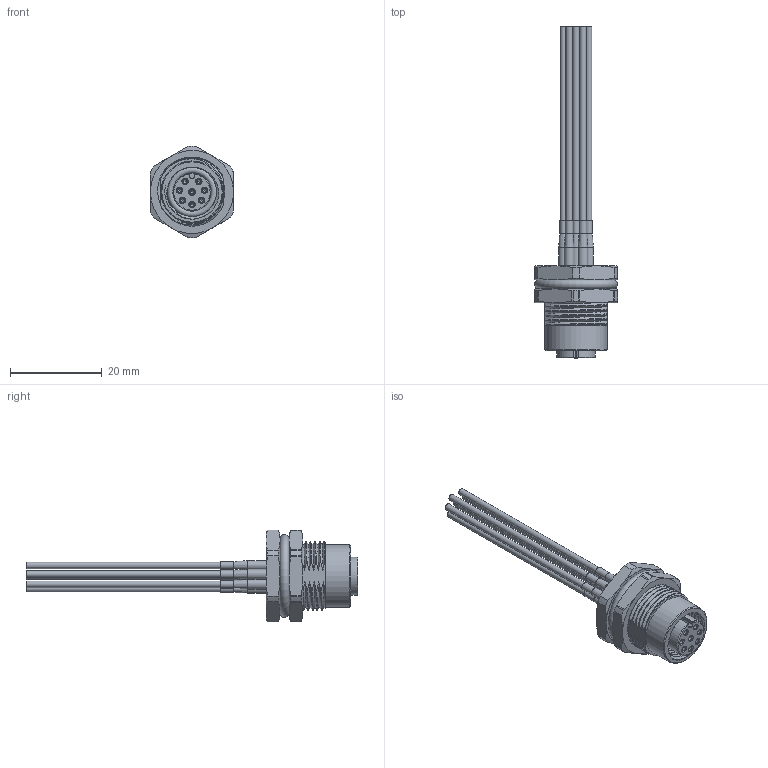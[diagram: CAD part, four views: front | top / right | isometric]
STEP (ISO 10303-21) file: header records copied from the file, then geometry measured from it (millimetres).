
FILE_DESCRIPTION(/* description */ ('Unknown'),/* implementation_level */ '2;1');
FILE_NAME(/* name */ '643462100608',/* time_stamp */ '2021-03-25T09:28:12+01:00',/* author */ ('Unknown'),/* organization */ ('Unknown'),/* preprocessor_version */ 'ST-DEVELOPER v16.7',/* originating_system */ 'DEX',/* authorisation */ $);
FILE_SCHEMA (('AUTOMOTIVE_DESIGN {1 0 10303 214 3 1 1}'));
Length unit declared in the file: millimetre
Products named in the file (18): 6434621006xx; 6431601006xx; 6432601006xx_housing; 643260100608; 643xx01004xx_Seal_outer; 643xx01006xx_Nut; 643xx01004xx_Seal_inner; 643120100408_Pin; 6431601006xx_Glue; Wire 24AWG White; Wire 24AWG Brown; Wire 24AWG Green; Wire 24AWG Yellow; Wire 24AWG Red; 643362100608_Shrink tube; Wire 24AWG Grey; Wire 24AWG Pink; Wire 24AWG Blue
Assembly tree (31 placements, depth 3):
  6434621006xx
    6431601006xx
      6432601006xx_housing
      643260100608
      643xx01004xx_Seal_outer
      643xx01006xx_Nut
      643xx01004xx_Seal_inner
      643120100408_Pin  x8
      6431601006xx_Glue
    Wire 24AWG White
    Wire 24AWG Brown
    Wire 24AWG Green
    Wire 24AWG Yellow
    Wire 24AWG Red
    643362100608_Shrink tube  x8
    Wire 24AWG Grey
    Wire 24AWG Pink
    Wire 24AWG Blue
Bounding box: 18.07 x 72.2 x 20 mm (x, y, z)
Volume: 4115.9 mm3; surface area: 8810.5 mm2
Topology: 30 solids, 30 shells, 776 faces, 1815 edges, 1169 vertices
Faces by surface type: plane 320, cylinder 272, cone 95, torus 46, bspline 43
Full cylindrical faces by diameter (mm): 0.61 x8, 0.8 x16, 1 x8, 1.1 x8, 1.245 x8, 1.3 x8, 1.4 x40, 1.42 x8, 1.45 x8, 1.5 x32, 1.6 x24, 1.66 x8, 2.1 x8, 8.3 x1, 8.74 x2, 9.14 x1, 9.25 x1, 10.58 x1, 10.72 x8, 11 x2, 11.1 x1, 13.5 x2
Entity records: 32048 total; most frequent: CARTESIAN_POINT 23708, DIRECTION 1500, ORIENTED_EDGE 1494, EDGE_CURVE 747, AXIS2_PLACEMENT_3D 629, VERTEX_POINT 547, FACE_BOUND 528, EDGE_LOOP 524
